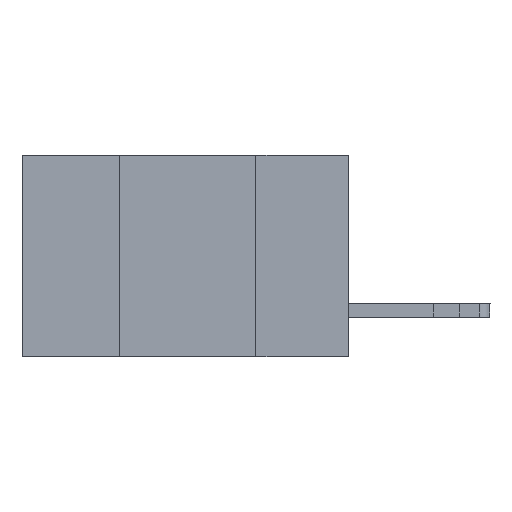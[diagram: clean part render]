
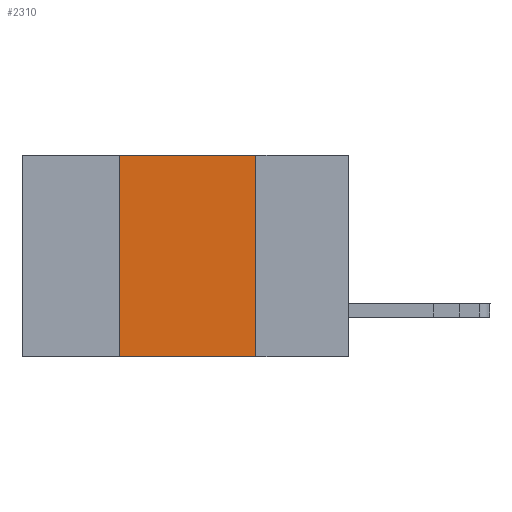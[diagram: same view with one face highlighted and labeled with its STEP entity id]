
A CAD part, left-side view. The second image highlights one B-rep face of the part: STEP entity #2310.
In plain terms, the highlighted planar face has unit normal (-1, 0, 0).
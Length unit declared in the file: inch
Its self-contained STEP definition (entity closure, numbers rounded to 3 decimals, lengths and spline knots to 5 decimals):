
#282 = LINE ( 'NONE', #9417, #1043 ) ;
#990 = ORIENTED_EDGE ( 'NONE', *, *, #13307, .T. ) ;
#1043 = VECTOR ( 'NONE', #12550, 39.37008 ) ;
#1289 = CARTESIAN_POINT ( 'NONE',  ( 0., 0.42, 0. ) ) ;
#2250 = LINE ( 'NONE', #10816, #8456 ) ;
#2310 = ADVANCED_FACE ( 'NONE', ( #3526 ), #4628, .F. ) ;
#2312 = EDGE_CURVE ( 'NONE', #5363, #12502, #2250, .T. ) ;
#2367 = CARTESIAN_POINT ( 'NONE',  ( 0., 0.17, -0.37 ) ) ;
#2504 = DIRECTION ( 'NONE',  ( 0., -1., 0. ) ) ;
#3526 = FACE_OUTER_BOUND ( 'NONE', #3740, .T. ) ;
#3580 = EDGE_CURVE ( 'NONE', #9121, #5363, #6220, .T. ) ;
#3683 = DIRECTION ( 'NONE',  ( 0., 0., -1. ) ) ;
#3740 = EDGE_LOOP ( 'NONE', ( #6099, #8857, #8679, #990 ) ) ;
#4618 = VERTEX_POINT ( 'NONE', #2367 ) ;
#4628 = PLANE ( 'NONE',  #10856 ) ;
#5302 = CARTESIAN_POINT ( 'NONE',  ( 0., 0.17, 0. ) ) ;
#5363 = VERTEX_POINT ( 'NONE', #1289 ) ;
#5464 = CARTESIAN_POINT ( 'NONE',  ( 0., 0.42, -0.37 ) ) ;
#5791 = LINE ( 'NONE', #13159, #7780 ) ;
#6099 = ORIENTED_EDGE ( 'NONE', *, *, #10986, .F. ) ;
#6220 = LINE ( 'NONE', #9357, #12641 ) ;
#7357 = DIRECTION ( 'NONE',  ( 0., 0., -1. ) ) ;
#7780 = VECTOR ( 'NONE', #3683, 39.37008 ) ;
#8456 = VECTOR ( 'NONE', #2504, 39.37008 ) ;
#8679 = ORIENTED_EDGE ( 'NONE', *, *, #3580, .F. ) ;
#8857 = ORIENTED_EDGE ( 'NONE', *, *, #2312, .F. ) ;
#9121 = VERTEX_POINT ( 'NONE', #5464 ) ;
#9357 = CARTESIAN_POINT ( 'NONE',  ( 0., 0.42, 0. ) ) ;
#9417 = CARTESIAN_POINT ( 'NONE',  ( 0., 0.6, -0.37 ) ) ;
#10368 = DIRECTION ( 'NONE',  ( 0., 0., 1. ) ) ;
#10431 = CARTESIAN_POINT ( 'NONE',  ( 0., 0.6, 0. ) ) ;
#10569 = DIRECTION ( 'NONE',  ( 1., 0., 0. ) ) ;
#10816 = CARTESIAN_POINT ( 'NONE',  ( 0., 0.6, 0. ) ) ;
#10856 = AXIS2_PLACEMENT_3D ( 'NONE', #10431, #10569, #7357 ) ;
#10986 = EDGE_CURVE ( 'NONE', #12502, #4618, #5791, .T. ) ;
#12502 = VERTEX_POINT ( 'NONE', #5302 ) ;
#12550 = DIRECTION ( 'NONE',  ( 0., -1., 0. ) ) ;
#12641 = VECTOR ( 'NONE', #10368, 39.37008 ) ;
#13159 = CARTESIAN_POINT ( 'NONE',  ( 0., 0.17, 0. ) ) ;
#13307 = EDGE_CURVE ( 'NONE', #9121, #4618, #282, .T. ) ;
